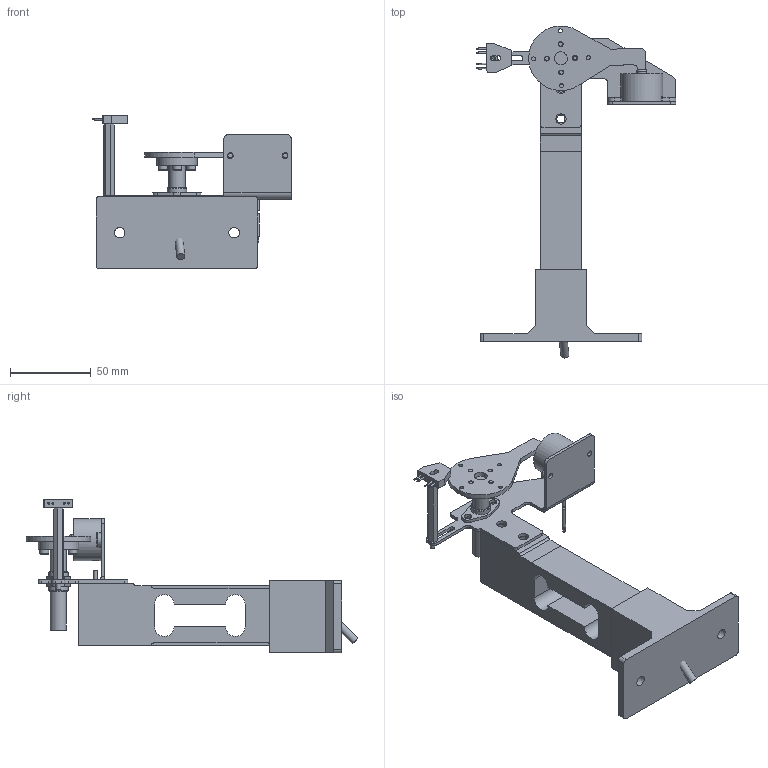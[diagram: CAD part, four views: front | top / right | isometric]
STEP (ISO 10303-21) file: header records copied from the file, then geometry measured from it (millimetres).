
FILE_DESCRIPTION(/* description */ (''),/* implementation_level */ '2;1');
FILE_NAME(/* name */ 'MainAssembly.stp',/* time_stamp */ '2025-01-14T08:28:04Z',/* author */ ('q42536cs'),/* organization */ (''),/* preprocessor_version */ 'ST-DEVELOPER v20',/* originating_system */ 'Autodesk Inventor 2025',/* authorisation */ '');
FILE_SCHEMA (('AUTOMOTIVE_DESIGN { 1 0 10303 214 3 1 1 }'));
Products named in the file (11): MainAssembly; MotorMountPlate; MotorPlateSpindle; TorqueSensorMountPlate; ibh_GFL-10_2024102_1050_model; c-fc2231-0000-0010-l-d-3d; 7MH5102-1PD00_G_WT01_XX_00448V; ISO 4762 - M3 x 8; BaseStand; OPB742WZ; Download_STEP_971450321 (rev1)
Assembly tree (14 placements, depth 2):
  MainAssembly
    MotorMountPlate
    MotorPlateSpindle
    TorqueSensorMountPlate
    ibh_GFL-10_2024102_1050_model  x2
    c-fc2231-0000-0010-l-d-3d
    7MH5102-1PD00_G_WT01_XX_00448V
    ISO 4762 - M3 x 8  x4
    BaseStand
    OPB742WZ
    Download_STEP_971450321 (rev1)
Bounding box: 123.36 x 205.45 x 95.23 mm (x, y, z)
Volume: 72326.2 mm3; surface area: 71294.8 mm2
Topology: 14 solids, 18 shells, 367 faces, 892 edges, 586 vertices
Faces by surface type: plane 192, cylinder 129, cone 23, torus 19, bspline 4
Full cylindrical faces by diameter (mm): 0.28 x3, 0.457 x4, 0.6 x3, 1.028 x4, 2 x2, 2.134 x1, 2.459 x10, 3 x9, 3.2 x4, 3.5 x2, 4.5 x6, 5 x9, 5.5 x4, 6 x1, 6.5 x6, 8 x1, 10 x3, 12 x2, 14 x3, 25 x1, 26 x1
Entity records: 10560 total; most frequent: CARTESIAN_POINT 2585, DIRECTION 1633, ORIENTED_EDGE 1427, EDGE_CURVE 734, AXIS2_PLACEMENT_3D 611, VERTEX_POINT 485, LINE 411, VECTOR 411
